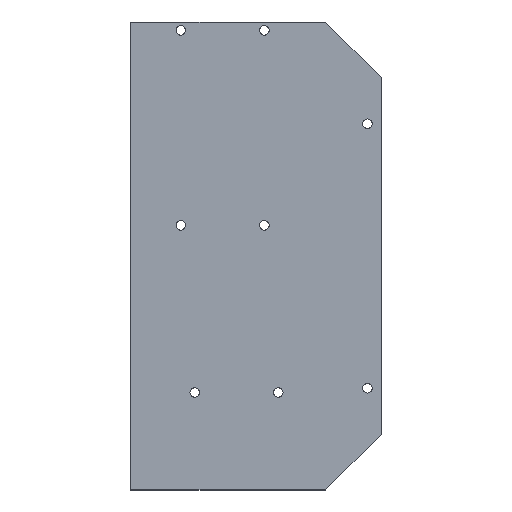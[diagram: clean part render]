
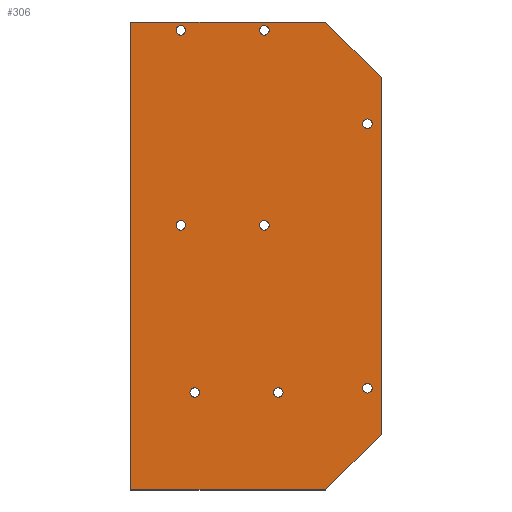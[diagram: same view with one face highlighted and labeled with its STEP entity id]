
A CAD part, top view. The second image highlights one B-rep face of the part: STEP entity #306.
In plain terms, the highlighted planar face has unit normal (0, 0, 1).
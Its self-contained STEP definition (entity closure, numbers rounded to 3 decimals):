
#24 = VERTEX_POINT('',#25);
#25 = CARTESIAN_POINT('',(0.,168.,6.));
#31 = EDGE_CURVE('',#24,#32,#34,.T.);
#32 = VERTEX_POINT('',#33);
#33 = CARTESIAN_POINT('',(0.,0.,6.));
#34 = LINE('',#35,#36);
#35 = CARTESIAN_POINT('',(0.,168.,6.));
#36 = VECTOR('',#37,1.);
#37 = DIRECTION('',(0.,-1.,0.));
#116 = VERTEX_POINT('',#117);
#117 = CARTESIAN_POINT('',(70.,168.,6.));
#123 = EDGE_CURVE('',#116,#24,#124,.T.);
#124 = LINE('',#125,#126);
#125 = CARTESIAN_POINT('',(70.,168.,6.));
#126 = VECTOR('',#127,1.);
#127 = DIRECTION('',(-1.,0.,0.));
#306 = ADVANCED_FACE('',(#307,#341,#352,#363,#374,#385,#396,#407,#418),
  #429,.T.);
#307 = FACE_BOUND('',#308,.T.);
#308 = EDGE_LOOP('',(#309,#310,#318,#326,#334,#340));
#309 = ORIENTED_EDGE('',*,*,#31,.T.);
#310 = ORIENTED_EDGE('',*,*,#311,.T.);
#311 = EDGE_CURVE('',#32,#312,#314,.T.);
#312 = VERTEX_POINT('',#313);
#313 = CARTESIAN_POINT('',(70.,0.,6.));
#314 = LINE('',#315,#316);
#315 = CARTESIAN_POINT('',(0.,0.,6.));
#316 = VECTOR('',#317,1.);
#317 = DIRECTION('',(1.,0.,0.));
#318 = ORIENTED_EDGE('',*,*,#319,.T.);
#319 = EDGE_CURVE('',#312,#320,#322,.T.);
#320 = VERTEX_POINT('',#321);
#321 = CARTESIAN_POINT('',(90.,20.,6.));
#322 = LINE('',#323,#324);
#323 = CARTESIAN_POINT('',(70.,0.,6.));
#324 = VECTOR('',#325,1.);
#325 = DIRECTION('',(0.707,0.707,0.));
#326 = ORIENTED_EDGE('',*,*,#327,.T.);
#327 = EDGE_CURVE('',#320,#328,#330,.T.);
#328 = VERTEX_POINT('',#329);
#329 = CARTESIAN_POINT('',(90.,148.,6.));
#330 = LINE('',#331,#332);
#331 = CARTESIAN_POINT('',(90.,20.,6.));
#332 = VECTOR('',#333,1.);
#333 = DIRECTION('',(0.,1.,0.));
#334 = ORIENTED_EDGE('',*,*,#335,.F.);
#335 = EDGE_CURVE('',#116,#328,#336,.T.);
#336 = LINE('',#337,#338);
#337 = CARTESIAN_POINT('',(70.,168.,6.));
#338 = VECTOR('',#339,1.);
#339 = DIRECTION('',(0.707,-0.707,0.));
#340 = ORIENTED_EDGE('',*,*,#123,.T.);
#341 = FACE_BOUND('',#342,.T.);
#342 = EDGE_LOOP('',(#343));
#343 = ORIENTED_EDGE('',*,*,#344,.F.);
#344 = EDGE_CURVE('',#345,#345,#347,.T.);
#345 = VERTEX_POINT('',#346);
#346 = CARTESIAN_POINT('',(21.3,35.,6.));
#347 = CIRCLE('',#348,1.7);
#348 = AXIS2_PLACEMENT_3D('',#349,#350,#351);
#349 = CARTESIAN_POINT('',(23.,35.,6.));
#350 = DIRECTION('',(0.,0.,1.));
#351 = DIRECTION('',(-1.,0.,0.));
#352 = FACE_BOUND('',#353,.T.);
#353 = EDGE_LOOP('',(#354));
#354 = ORIENTED_EDGE('',*,*,#355,.F.);
#355 = EDGE_CURVE('',#356,#356,#358,.T.);
#356 = VERTEX_POINT('',#357);
#357 = CARTESIAN_POINT('',(16.3,95.,6.));
#358 = CIRCLE('',#359,1.7);
#359 = AXIS2_PLACEMENT_3D('',#360,#361,#362);
#360 = CARTESIAN_POINT('',(18.,95.,6.));
#361 = DIRECTION('',(0.,0.,1.));
#362 = DIRECTION('',(-1.,0.,0.));
#363 = FACE_BOUND('',#364,.T.);
#364 = EDGE_LOOP('',(#365));
#365 = ORIENTED_EDGE('',*,*,#366,.F.);
#366 = EDGE_CURVE('',#367,#367,#369,.T.);
#367 = VERTEX_POINT('',#368);
#368 = CARTESIAN_POINT('',(46.3,95.,6.));
#369 = CIRCLE('',#370,1.7);
#370 = AXIS2_PLACEMENT_3D('',#371,#372,#373);
#371 = CARTESIAN_POINT('',(48.,95.,6.));
#372 = DIRECTION('',(0.,0.,1.));
#373 = DIRECTION('',(-1.,0.,0.));
#374 = FACE_BOUND('',#375,.T.);
#375 = EDGE_LOOP('',(#376));
#376 = ORIENTED_EDGE('',*,*,#377,.F.);
#377 = EDGE_CURVE('',#378,#378,#380,.T.);
#378 = VERTEX_POINT('',#379);
#379 = CARTESIAN_POINT('',(51.3,35.,6.));
#380 = CIRCLE('',#381,1.7);
#381 = AXIS2_PLACEMENT_3D('',#382,#383,#384);
#382 = CARTESIAN_POINT('',(53.,35.,6.));
#383 = DIRECTION('',(0.,0.,1.));
#384 = DIRECTION('',(-1.,0.,0.));
#385 = FACE_BOUND('',#386,.T.);
#386 = EDGE_LOOP('',(#387));
#387 = ORIENTED_EDGE('',*,*,#388,.F.);
#388 = EDGE_CURVE('',#389,#389,#391,.T.);
#389 = VERTEX_POINT('',#390);
#390 = CARTESIAN_POINT('',(83.3,36.5,6.));
#391 = CIRCLE('',#392,1.7);
#392 = AXIS2_PLACEMENT_3D('',#393,#394,#395);
#393 = CARTESIAN_POINT('',(85.,36.5,6.));
#394 = DIRECTION('',(0.,0.,1.));
#395 = DIRECTION('',(-1.,0.,0.));
#396 = FACE_BOUND('',#397,.T.);
#397 = EDGE_LOOP('',(#398));
#398 = ORIENTED_EDGE('',*,*,#399,.F.);
#399 = EDGE_CURVE('',#400,#400,#402,.T.);
#400 = VERTEX_POINT('',#401);
#401 = CARTESIAN_POINT('',(16.3,165.,6.));
#402 = CIRCLE('',#403,1.7);
#403 = AXIS2_PLACEMENT_3D('',#404,#405,#406);
#404 = CARTESIAN_POINT('',(18.,165.,6.));
#405 = DIRECTION('',(0.,0.,1.));
#406 = DIRECTION('',(-1.,0.,0.));
#407 = FACE_BOUND('',#408,.T.);
#408 = EDGE_LOOP('',(#409));
#409 = ORIENTED_EDGE('',*,*,#410,.F.);
#410 = EDGE_CURVE('',#411,#411,#413,.T.);
#411 = VERTEX_POINT('',#412);
#412 = CARTESIAN_POINT('',(46.3,165.,6.));
#413 = CIRCLE('',#414,1.7);
#414 = AXIS2_PLACEMENT_3D('',#415,#416,#417);
#415 = CARTESIAN_POINT('',(48.,165.,6.));
#416 = DIRECTION('',(0.,0.,1.));
#417 = DIRECTION('',(-1.,0.,0.));
#418 = FACE_BOUND('',#419,.T.);
#419 = EDGE_LOOP('',(#420));
#420 = ORIENTED_EDGE('',*,*,#421,.F.);
#421 = EDGE_CURVE('',#422,#422,#424,.T.);
#422 = VERTEX_POINT('',#423);
#423 = CARTESIAN_POINT('',(83.3,131.5,6.));
#424 = CIRCLE('',#425,1.7);
#425 = AXIS2_PLACEMENT_3D('',#426,#427,#428);
#426 = CARTESIAN_POINT('',(85.,131.5,6.));
#427 = DIRECTION('',(0.,0.,1.));
#428 = DIRECTION('',(-1.,0.,0.));
#429 = PLANE('',#430);
#430 = AXIS2_PLACEMENT_3D('',#431,#432,#433);
#431 = CARTESIAN_POINT('',(42.523,84.,6.));
#432 = DIRECTION('',(0.,0.,1.));
#433 = DIRECTION('',(1.,0.,0.));
